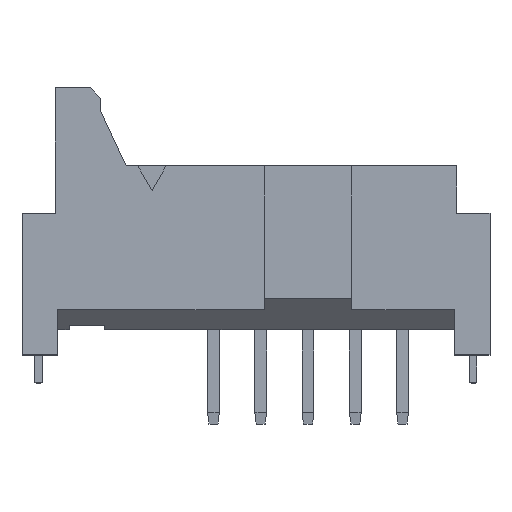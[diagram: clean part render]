
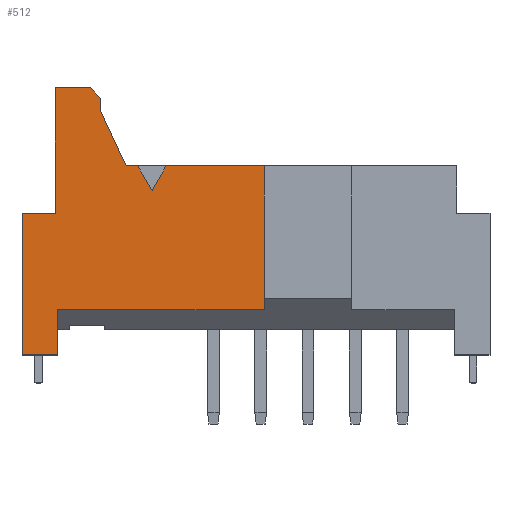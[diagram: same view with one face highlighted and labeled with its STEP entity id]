
A CAD part, top view. The second image highlights one B-rep face of the part: STEP entity #512.
In plain terms, the highlighted planar face has unit normal (0, 0, 1).
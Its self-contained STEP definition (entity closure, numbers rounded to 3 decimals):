
#512 = ADVANCED_FACE( '', ( #1031 ), #1032, .F. );
#1031 = FACE_OUTER_BOUND( '', #1563, .T. );
#1032 = PLANE( '', #1564 );
#1563 = EDGE_LOOP( '', ( #2945, #2946, #2947, #2948, #2949, #2950, #2951, #2952, #2953, #2954, #2955, #2956, #2957, #2958, #2959 ) );
#1564 = AXIS2_PLACEMENT_3D( '', #2960, #2961, #2962 );
#2945 = ORIENTED_EDGE( '', *, *, #3809, .F. );
#2946 = ORIENTED_EDGE( '', *, *, #3779, .F. );
#2947 = ORIENTED_EDGE( '', *, *, #3624, .T. );
#2948 = ORIENTED_EDGE( '', *, *, #3810, .T. );
#2949 = ORIENTED_EDGE( '', *, *, #3719, .T. );
#2950 = ORIENTED_EDGE( '', *, *, #3811, .T. );
#2951 = ORIENTED_EDGE( '', *, *, #3800, .T. );
#2952 = ORIENTED_EDGE( '', *, *, #3487, .T. );
#2953 = ORIENTED_EDGE( '', *, *, #3772, .T. );
#2954 = ORIENTED_EDGE( '', *, *, #3516, .T. );
#2955 = ORIENTED_EDGE( '', *, *, #3812, .T. );
#2956 = ORIENTED_EDGE( '', *, *, #3261, .T. );
#2957 = ORIENTED_EDGE( '', *, *, #3405, .F. );
#2958 = ORIENTED_EDGE( '', *, *, #3813, .F. );
#2959 = ORIENTED_EDGE( '', *, *, #3628, .T. );
#2960 = CARTESIAN_POINT( '', ( 6.05, 5.65, 2.8 ) );
#2961 = DIRECTION( '', ( 0., 0., -1. ) );
#2962 = DIRECTION( '', ( -1., 0., 0. ) );
#3261 = EDGE_CURVE( '', #3892, #3890, #3893, .T. );
#3405 = EDGE_CURVE( '', #4141, #3890, #4142, .T. );
#3487 = EDGE_CURVE( '', #4269, #4267, #4270, .T. );
#3516 = EDGE_CURVE( '', #4312, #4310, #4313, .T. );
#3624 = EDGE_CURVE( '', #4468, #4466, #4469, .T. );
#3628 = EDGE_CURVE( '', #4476, #4474, #4477, .T. );
#3719 = EDGE_CURVE( '', #4592, #4594, #4596, .T. );
#3772 = EDGE_CURVE( '', #4267, #4312, #4657, .T. );
#3779 = EDGE_CURVE( '', #4468, #4664, #4665, .T. );
#3800 = EDGE_CURVE( '', #4687, #4269, #4688, .T. );
#3809 = EDGE_CURVE( '', #4664, #4474, #4697, .T. );
#3810 = EDGE_CURVE( '', #4466, #4592, #4698, .T. );
#3811 = EDGE_CURVE( '', #4594, #4687, #4699, .T. );
#3812 = EDGE_CURVE( '', #4310, #3892, #4700, .T. );
#3813 = EDGE_CURVE( '', #4476, #4141, #4701, .T. );
#3890 = VERTEX_POINT( '', #4793 );
#3892 = VERTEX_POINT( '', #4796 );
#3893 = LINE( '', #4797, #4798 );
#4141 = VERTEX_POINT( '', #5161 );
#4142 = LINE( '', #5162, #5163 );
#4267 = VERTEX_POINT( '', #5351 );
#4269 = VERTEX_POINT( '', #5354 );
#4270 = LINE( '', #5355, #5356 );
#4310 = VERTEX_POINT( '', #5415 );
#4312 = VERTEX_POINT( '', #5418 );
#4313 = LINE( '', #5419, #5420 );
#4466 = VERTEX_POINT( '', #5662 );
#4468 = VERTEX_POINT( '', #5665 );
#4469 = LINE( '', #5666, #5667 );
#4474 = VERTEX_POINT( '', #5674 );
#4476 = VERTEX_POINT( '', #5677 );
#4477 = LINE( '', #5678, #5679 );
#4592 = VERTEX_POINT( '', #5855 );
#4594 = VERTEX_POINT( '', #5858 );
#4596 = LINE( '', #5861, #5862 );
#4657 = LINE( '', #5955, #5956 );
#4664 = VERTEX_POINT( '', #5966 );
#4665 = LINE( '', #5967, #5968 );
#4687 = VERTEX_POINT( '', #5999 );
#4688 = LINE( '', #6000, #6001 );
#4697 = LINE( '', #6014, #6015 );
#4698 = LINE( '', #6016, #6017 );
#4699 = LINE( '', #6018, #6019 );
#4700 = LINE( '', #6020, #6021 );
#4701 = LINE( '', #6022, #6023 );
#4793 = CARTESIAN_POINT( '', ( -10.6, -0.431, 2.8 ) );
#4796 = CARTESIAN_POINT( '', ( -10.6, -2.35, 2.8 ) );
#4797 = CARTESIAN_POINT( '', ( -10.6, -2.35, 2.8 ) );
#4798 = VECTOR( '', #6090, 1000. );
#5161 = CARTESIAN_POINT( '', ( -1.85, -0.431, 2.8 ) );
#5162 = CARTESIAN_POINT( '', ( 6.05, -0.431, 2.8 ) );
#5163 = VECTOR( '', #6206, 1000. );
#5351 = CARTESIAN_POINT( '', ( -10.7, 3.65, 2.8 ) );
#5354 = CARTESIAN_POINT( '', ( -10.7, 8.95, 2.8 ) );
#5355 = CARTESIAN_POINT( '', ( -10.7, 8.95, 2.8 ) );
#5356 = VECTOR( '', #6271, 1000. );
#5415 = CARTESIAN_POINT( '', ( -12.1, -2.35, 2.8 ) );
#5418 = CARTESIAN_POINT( '', ( -12.1, 3.65, 2.8 ) );
#5419 = CARTESIAN_POINT( '', ( -12.1, 3.65, 2.8 ) );
#5420 = VECTOR( '', #6292, 1000. );
#5662 = CARTESIAN_POINT( '', ( -7.7, 5.65, 2.8 ) );
#5665 = CARTESIAN_POINT( '', ( -7.2, 5.65, 2.8 ) );
#5666 = CARTESIAN_POINT( '', ( 6.05, 5.65, 2.8 ) );
#5667 = VECTOR( '', #6383, 1000. );
#5674 = CARTESIAN_POINT( '', ( -6., 5.65, 2.8 ) );
#5677 = CARTESIAN_POINT( '', ( -1.85, 5.65, 2.8 ) );
#5678 = CARTESIAN_POINT( '', ( 6.05, 5.65, 2.8 ) );
#5679 = VECTOR( '', #6387, 1000. );
#5855 = CARTESIAN_POINT( '', ( -8.767, 7.95, 2.8 ) );
#5858 = CARTESIAN_POINT( '', ( -8.767, 8.517, 2.8 ) );
#5861 = CARTESIAN_POINT( '', ( -8.767, 7.95, 2.8 ) );
#5862 = VECTOR( '', #6451, 1000. );
#5955 = CARTESIAN_POINT( '', ( -10.7, 3.65, 2.8 ) );
#5956 = VECTOR( '', #6484, 1000. );
#5966 = CARTESIAN_POINT( '', ( -6.6, 4.611, 2.8 ) );
#5967 = CARTESIAN_POINT( '', ( -7.2, 5.65, 2.8 ) );
#5968 = VECTOR( '', #6488, 1000. );
#5999 = CARTESIAN_POINT( '', ( -9.2, 8.95, 2.8 ) );
#6000 = CARTESIAN_POINT( '', ( -9.2, 8.95, 2.8 ) );
#6001 = VECTOR( '', #6498, 1000. );
#6014 = CARTESIAN_POINT( '', ( -6.6, 4.611, 2.8 ) );
#6015 = VECTOR( '', #6503, 1000. );
#6016 = CARTESIAN_POINT( '', ( -7.7, 5.65, 2.8 ) );
#6017 = VECTOR( '', #6504, 1000. );
#6018 = CARTESIAN_POINT( '', ( -8.767, 8.517, 2.8 ) );
#6019 = VECTOR( '', #6505, 1000. );
#6020 = CARTESIAN_POINT( '', ( -12.1, -2.35, 2.8 ) );
#6021 = VECTOR( '', #6506, 1000. );
#6022 = CARTESIAN_POINT( '', ( -1.85, 5.65, 2.8 ) );
#6023 = VECTOR( '', #6507, 1000. );
#6090 = DIRECTION( '', ( 0., 1., 0. ) );
#6206 = DIRECTION( '', ( -1., 0., 0. ) );
#6271 = DIRECTION( '', ( 0., -1., 0. ) );
#6292 = DIRECTION( '', ( 0., -1., 0. ) );
#6383 = DIRECTION( '', ( -1., 0., 0. ) );
#6387 = DIRECTION( '', ( -1., 0., 0. ) );
#6451 = DIRECTION( '', ( 0., 1., 0. ) );
#6484 = DIRECTION( '', ( -1., 0., 0. ) );
#6488 = DIRECTION( '', ( 0.5, -0.866, 0. ) );
#6498 = DIRECTION( '', ( -1., 0., 0. ) );
#6503 = DIRECTION( '', ( 0.5, 0.866, 0. ) );
#6504 = DIRECTION( '', ( -0.421, 0.907, 0. ) );
#6505 = DIRECTION( '', ( -0.707, 0.707, 0. ) );
#6506 = DIRECTION( '', ( 1., 0., 0. ) );
#6507 = DIRECTION( '', ( 0., -1., 0. ) );
